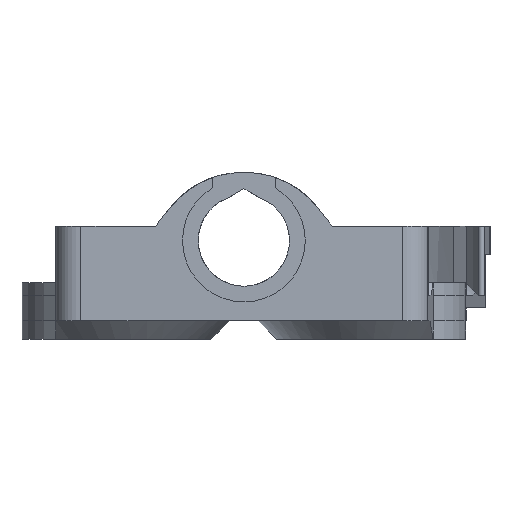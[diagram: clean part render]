
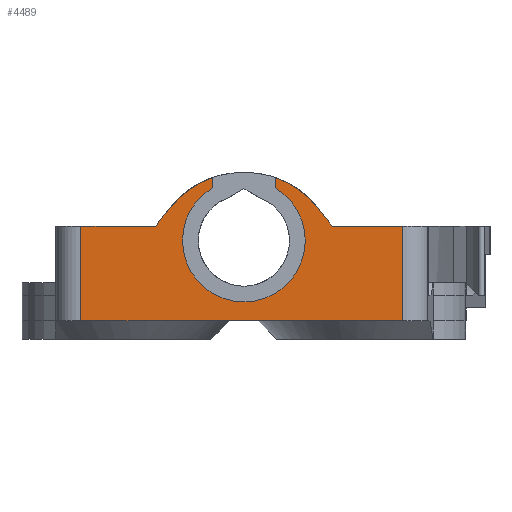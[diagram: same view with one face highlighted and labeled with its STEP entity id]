
A CAD part, front view. The second image highlights one B-rep face of the part: STEP entity #4489.
In plain terms, the highlighted planar face has unit normal (0, -1, 0).
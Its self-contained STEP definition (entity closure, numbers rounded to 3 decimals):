
#380=LINE('',#6067,#661);
#560=LINE('',#9102,#841);
#564=LINE('',#9111,#845);
#618=LINE('',#9322,#899);
#621=LINE('',#9330,#902);
#627=LINE('',#9344,#908);
#642=LINE('',#9418,#923);
#661=VECTOR('',#4956,10.);
#841=VECTOR('',#5620,10.);
#845=VECTOR('',#5630,10.);
#899=VECTOR('',#5826,10.);
#902=VECTOR('',#5835,10.);
#908=VECTOR('',#5855,10.);
#923=VECTOR('',#5960,10.);
#998=PLANE('',#4887);
#1228=FACE_OUTER_BOUND('',#1514,.T.);
#1514=EDGE_LOOP('',(#4224,#4225,#4226,#4227,#4228,#4229,#4230,#4231,#4232,
#4233,#4234,#4235));
#1692=CIRCLE('',#4760,9.75);
#1693=CIRCLE('',#4763,14.561);
#1695=CIRCLE('',#4767,14.561);
#1706=CIRCLE('',#4834,690.481);
#1708=CIRCLE('',#4838,690.481);
#1804=VERTEX_POINT('',#6064);
#1805=VERTEX_POINT('',#6066);
#2161=VERTEX_POINT('',#9100);
#2162=VERTEX_POINT('',#9101);
#2163=VERTEX_POINT('',#9106);
#2164=VERTEX_POINT('',#9110);
#2166=VERTEX_POINT('',#9124);
#2168=VERTEX_POINT('',#9132);
#2184=VERTEX_POINT('',#9318);
#2186=VERTEX_POINT('',#9321);
#2187=VERTEX_POINT('',#9328);
#2188=VERTEX_POINT('',#9329);
#2247=EDGE_CURVE('',#1804,#1805,#380,.T.);
#2759=EDGE_CURVE('',#2161,#2162,#560,.T.);
#2762=EDGE_CURVE('',#2163,#2161,#1692,.T.);
#2764=EDGE_CURVE('',#2164,#2163,#564,.T.);
#2769=EDGE_CURVE('',#2162,#2166,#1693,.T.);
#2772=EDGE_CURVE('',#2168,#2164,#1695,.T.);
#2839=EDGE_CURVE('',#2186,#2184,#618,.T.);
#2842=EDGE_CURVE('',#2166,#2186,#1706,.T.);
#2843=EDGE_CURVE('',#2187,#2188,#621,.T.);
#2847=EDGE_CURVE('',#2188,#2168,#1708,.T.);
#2851=EDGE_CURVE('',#1804,#2187,#627,.T.);
#2883=EDGE_CURVE('',#1805,#2184,#642,.T.);
#4224=ORIENTED_EDGE('',*,*,#2759,.T.);
#4225=ORIENTED_EDGE('',*,*,#2769,.T.);
#4226=ORIENTED_EDGE('',*,*,#2842,.T.);
#4227=ORIENTED_EDGE('',*,*,#2839,.T.);
#4228=ORIENTED_EDGE('',*,*,#2883,.F.);
#4229=ORIENTED_EDGE('',*,*,#2247,.F.);
#4230=ORIENTED_EDGE('',*,*,#2851,.T.);
#4231=ORIENTED_EDGE('',*,*,#2843,.T.);
#4232=ORIENTED_EDGE('',*,*,#2847,.T.);
#4233=ORIENTED_EDGE('',*,*,#2772,.T.);
#4234=ORIENTED_EDGE('',*,*,#2764,.T.);
#4235=ORIENTED_EDGE('',*,*,#2762,.T.);
#4489=ADVANCED_FACE('',(#1228),#998,.T.);
#4760=AXIS2_PLACEMENT_3D('',#9107,#5625,#5626);
#4763=AXIS2_PLACEMENT_3D('',#9126,#5636,#5637);
#4767=AXIS2_PLACEMENT_3D('',#9133,#5645,#5646);
#4834=AXIS2_PLACEMENT_3D('',#9326,#5831,#5832);
#4838=AXIS2_PLACEMENT_3D('',#9336,#5842,#5843);
#4887=AXIS2_PLACEMENT_3D('',#9417,#5958,#5959);
#4956=DIRECTION('',(-1.,0.,0.));
#5620=DIRECTION('',(0.,0.,1.));
#5625=DIRECTION('center_axis',(0.,1.,0.));
#5626=DIRECTION('ref_axis',(-1.,0.,0.));
#5630=DIRECTION('',(0.,0.,-1.));
#5636=DIRECTION('center_axis',(0.,-1.,0.));
#5637=DIRECTION('ref_axis',(0.,0.,1.));
#5645=DIRECTION('center_axis',(0.,-1.,0.));
#5646=DIRECTION('ref_axis',(0.785,0.,0.62));
#5826=DIRECTION('',(-1.,0.,0.));
#5831=DIRECTION('center_axis',(0.,1.,0.));
#5832=DIRECTION('ref_axis',(0.781,0.,-0.624));
#5835=DIRECTION('',(-1.,0.,0.));
#5842=DIRECTION('center_axis',(0.,1.,0.));
#5843=DIRECTION('ref_axis',(-0.785,0.,-0.62));
#5855=DIRECTION('',(0.,0.,1.));
#5958=DIRECTION('center_axis',(0.,-1.,0.));
#5959=DIRECTION('ref_axis',(1.,0.,0.));
#5960=DIRECTION('',(0.,0.,1.));
#6064=CARTESIAN_POINT('',(25.25,-65.3,0.));
#6066=CARTESIAN_POINT('',(-25.9,-65.3,0.));
#6067=CARTESIAN_POINT('',(25.25,-65.3,0.));
#9100=CARTESIAN_POINT('',(-5.,-65.3,21.07));
#9101=CARTESIAN_POINT('',(-5.,-65.3,22.703));
#9102=CARTESIAN_POINT('',(-5.,-65.3,10.535));
#9106=CARTESIAN_POINT('',(5.,-65.3,21.07));
#9107=CARTESIAN_POINT('Origin',(0.,-65.3,12.7));
#9110=CARTESIAN_POINT('',(5.,-65.3,22.703));
#9111=CARTESIAN_POINT('',(5.,-65.3,11.352));
#9124=CARTESIAN_POINT('',(-11.679,-65.3,17.962));
#9126=CARTESIAN_POINT('Origin',(-0.25,-65.3,8.939));
#9132=CARTESIAN_POINT('',(11.679,-65.3,17.962));
#9133=CARTESIAN_POINT('Origin',(0.25,-65.3,8.939));
#9318=CARTESIAN_POINT('',(-25.9,-65.3,15.));
#9321=CARTESIAN_POINT('',(-14.03,-65.3,15.));
#9322=CARTESIAN_POINT('',(-27.9,-65.3,15.));
#9326=CARTESIAN_POINT('Origin',(-553.623,-65.3,445.816));
#9328=CARTESIAN_POINT('',(25.25,-65.3,15.));
#9329=CARTESIAN_POINT('',(14.03,-65.3,15.));
#9330=CARTESIAN_POINT('',(-5.935,-65.3,15.));
#9336=CARTESIAN_POINT('Origin',(553.623,-65.3,445.816));
#9344=CARTESIAN_POINT('',(25.25,-65.3,0.));
#9417=CARTESIAN_POINT('Origin',(-25.9,-65.3,0.));
#9418=CARTESIAN_POINT('',(-25.9,-65.3,0.));
